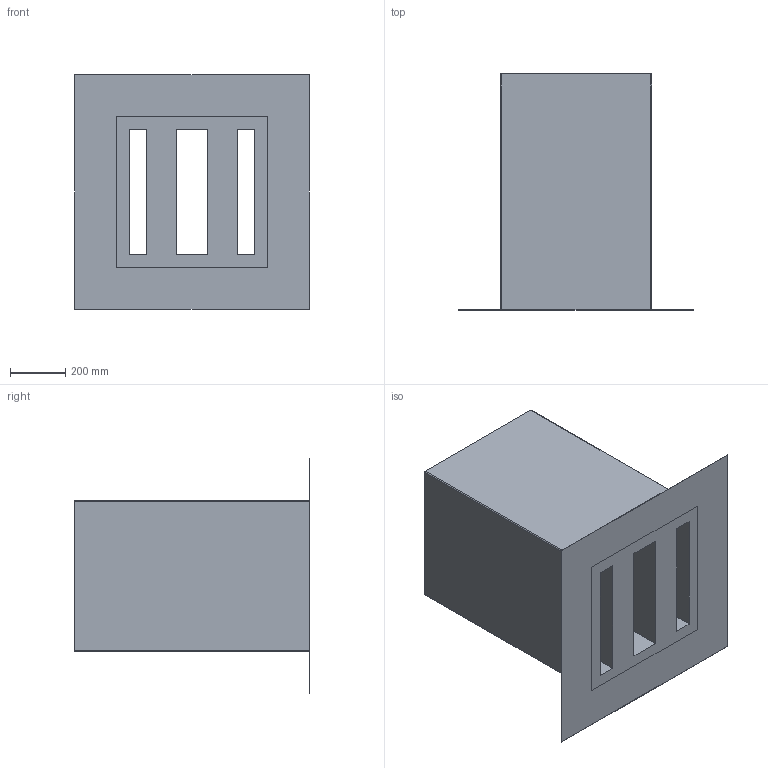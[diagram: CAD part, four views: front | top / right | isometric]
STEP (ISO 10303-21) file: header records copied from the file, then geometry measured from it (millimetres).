
FILE_DESCRIPTION (( 'STEP AP214' ), '1' );
FILE_NAME ('SD25.step', '2009-06-28T19:00:04', ( 'Wolfgang Schmidt' ), ( 'WS-KO' ), 'SwSTEP 2.0', 'SolidWorks 2008', '' );
FILE_SCHEMA (( 'AUTOMOTIVE_DESIGN' ));
Length unit declared in the file: millimetre
Products named in the file (1): SD25
Bounding box: 845 x 850 x 845 mm (x, y, z)
Volume: 144373271.3 mm3; surface area: 5528691.1 mm2
Topology: 1 solids, 1 shells, 37 faces, 96 edges, 64 vertices
Faces by surface type: plane 25, cylinder 12
Entity records: 1169 total; most frequent: CARTESIAN_POINT 198, DIRECTION 196, ORIENTED_EDGE 192, EDGE_CURVE 96, VECTOR 72, LINE 72, VERTEX_POINT 64, AXIS2_PLACEMENT_3D 62
